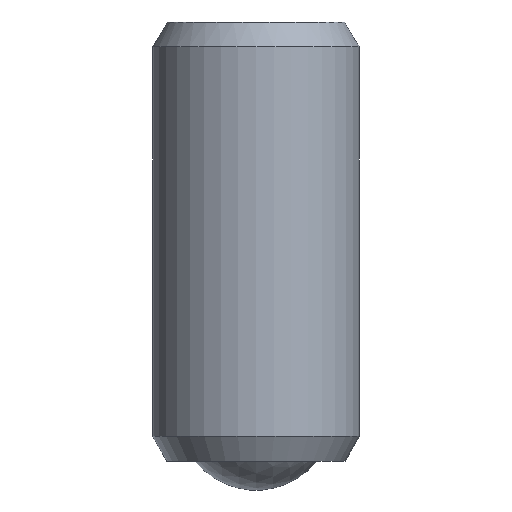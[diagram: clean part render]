
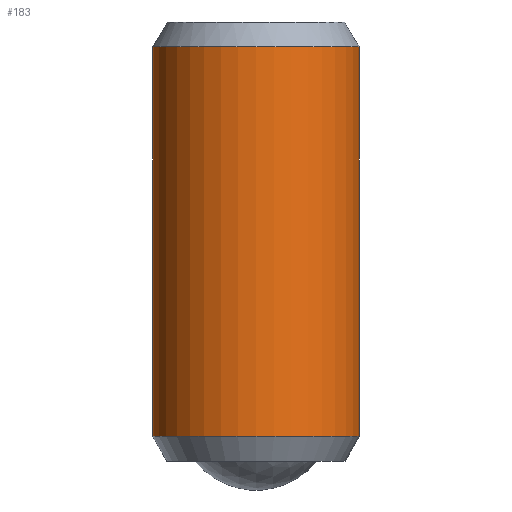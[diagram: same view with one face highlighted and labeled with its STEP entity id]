
A CAD part, front view. The second image highlights one B-rep face of the part: STEP entity #183.
In plain terms, the highlighted cylindrical face has radius 3.175 mm (diameter 6.35 mm), a partial arc.
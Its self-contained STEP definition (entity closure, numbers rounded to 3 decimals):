
#91=EDGE_CURVE('',#115,#93,#235,.T.);
#93=VERTEX_POINT('',#237);
#95=EDGE_CURVE('',#153,#129,#239,.T.);
#115=VERTEX_POINT('',#264);
#125=EDGE_CURVE('',#93,#129,#274,.T.);
#129=VERTEX_POINT('',#278);
#137=EDGE_CURVE('',#153,#115,#287,.T.);
#153=VERTEX_POINT('',#304);
#183=ADVANCED_FACE('',(#336),#337,.T.);
#235=CIRCLE('',#385,3.175);
#237=CARTESIAN_POINT('',(3.175,0.,1.652));
#239=CIRCLE('',#390,3.175);
#264=CARTESIAN_POINT('',(-3.175,0.,1.652));
#274=LINE('',#454,#455);
#278=CARTESIAN_POINT('',(3.175,0.,13.618));
#287=LINE('',#470,#471);
#304=CARTESIAN_POINT('',(-3.175,0.,13.618));
#336=FACE_OUTER_BOUND('',#552,.T.);
#337=CYLINDRICAL_SURFACE('',#553,3.175);
#385=AXIS2_PLACEMENT_3D('',#606,#607,#608);
#390=AXIS2_PLACEMENT_3D('',#609,#610,#611);
#454=CARTESIAN_POINT('',(3.175,0.,7.635));
#455=VECTOR('',#656,1.0);
#470=CARTESIAN_POINT('',(-3.175,0.,7.635));
#471=VECTOR('',#666,1.0);
#552=EDGE_LOOP('',(#726,#727,#728,#729));
#553=AXIS2_PLACEMENT_3D('',#730,#731,#732);
#606=CARTESIAN_POINT('',(0.,0.0,1.652));
#607=DIRECTION('',(0.,0.,1.0));
#608=DIRECTION('',(1.0,0.,0.));
#609=CARTESIAN_POINT('',(0.,0.0,13.618));
#610=DIRECTION('',(0.,0.,1.0));
#611=DIRECTION('',(1.0,0.,0.));
#656=DIRECTION('',(0.,0.0,1.0));
#666=DIRECTION('',(0.,-0.0,-1.0));
#726=ORIENTED_EDGE('',*,*,#125,.T.);
#727=ORIENTED_EDGE('',*,*,#95,.F.);
#728=ORIENTED_EDGE('',*,*,#137,.T.);
#729=ORIENTED_EDGE('',*,*,#91,.T.);
#730=CARTESIAN_POINT('',(0.,0.0,7.635));
#731=DIRECTION('',(0.,0.,-1.0));
#732=DIRECTION('',(1.0,0.,0.));
